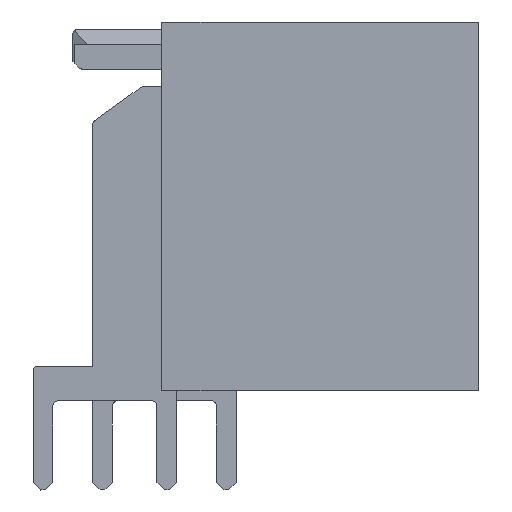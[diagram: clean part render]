
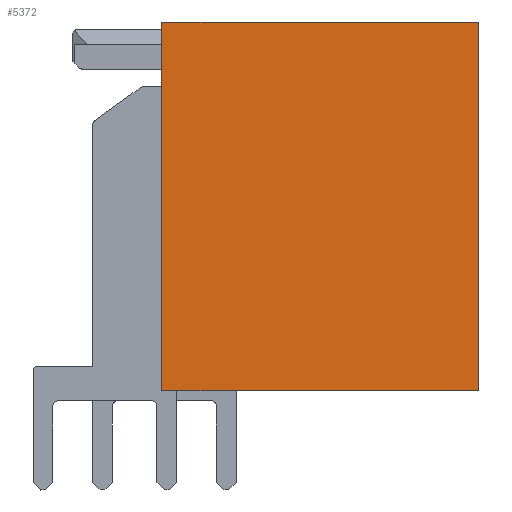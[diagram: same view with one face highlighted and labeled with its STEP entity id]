
A CAD part, front view. The second image highlights one B-rep face of the part: STEP entity #5372.
In plain terms, the highlighted planar face has unit normal (0, -1, 0).
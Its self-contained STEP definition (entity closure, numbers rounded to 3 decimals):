
#592=ORIENTED_EDGE('',*,*,#2006,.F.);
#593=ORIENTED_EDGE('',*,*,#1941,.F.);
#594=ORIENTED_EDGE('',*,*,#2077,.F.);
#595=ORIENTED_EDGE('',*,*,#1907,.F.);
#1907=EDGE_CURVE('',#2685,#2686,#3216,.T.);
#1941=EDGE_CURVE('',#2701,#2702,#3250,.T.);
#2006=EDGE_CURVE('',#2702,#2685,#3315,.T.);
#2077=EDGE_CURVE('',#2686,#2701,#3386,.T.);
#2685=VERTEX_POINT('',#7780);
#2686=VERTEX_POINT('',#7782);
#2701=VERTEX_POINT('',#7839);
#2702=VERTEX_POINT('',#7841);
#3216=LINE('',#7781,#3967);
#3250=LINE('',#7840,#4001);
#3315=LINE('',#7962,#4066);
#3386=LINE('',#8091,#4137);
#3967=VECTOR('',#6203,1000.);
#4001=VECTOR('',#6255,1000.);
#4066=VECTOR('',#6340,1000.);
#4137=VECTOR('',#6447,1000.);
#4557=EDGE_LOOP('',(#592,#593,#594,#595));
#4842=FACE_BOUND('',#4557,.T.);
#5120=PLANE('',#5682);
#5372=ADVANCED_FACE('',(#4842),#5120,.F.);
#5682=AXIS2_PLACEMENT_3D('',#8099,#6454,#6455);
#6203=DIRECTION('',(-1.,0.,0.));
#6255=DIRECTION('',(1.,0.,0.));
#6340=DIRECTION('',(0.,0.,-1.));
#6447=DIRECTION('',(0.,0.,1.));
#6454=DIRECTION('',(0.,1.,0.));
#6455=DIRECTION('',(0.,0.,1.));
#7780=CARTESIAN_POINT('',(7.45,0.,-6.4));
#7781=CARTESIAN_POINT('',(7.45,0.,-6.4));
#7782=CARTESIAN_POINT('',(-7.45,0.,-6.4));
#7839=CARTESIAN_POINT('',(-7.45,0.,6.4));
#7840=CARTESIAN_POINT('',(-7.45,0.,6.4));
#7841=CARTESIAN_POINT('',(7.45,0.,6.4));
#7962=CARTESIAN_POINT('',(7.45,0.,6.4));
#8091=CARTESIAN_POINT('',(-7.45,0.,-6.4));
#8099=CARTESIAN_POINT('',(0.,0.,0.));
